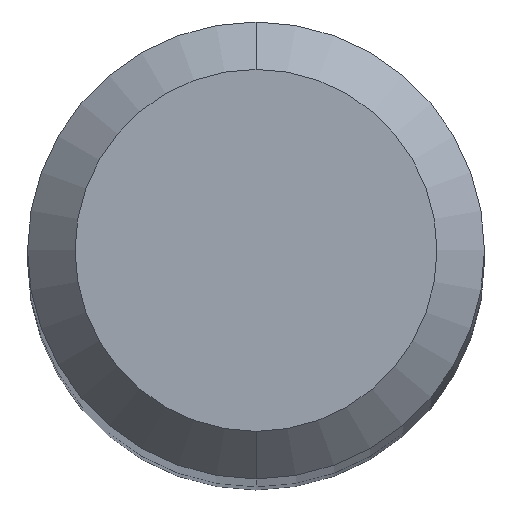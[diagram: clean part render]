
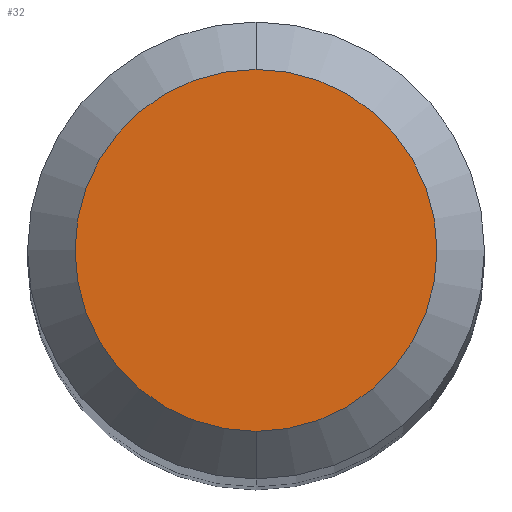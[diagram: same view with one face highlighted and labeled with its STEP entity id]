
A CAD part, top view. The second image highlights one B-rep face of the part: STEP entity #32.
In plain terms, the highlighted planar face has unit normal (0, 0, 1).
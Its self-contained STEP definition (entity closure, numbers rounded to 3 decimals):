
#5 = PLANE ( 'NONE',  #268 ) ;
#32 = ADVANCED_FACE ( 'NONE', ( #273 ), #5, .F. ) ;
#54 = DIRECTION ( 'NONE',  ( 0., 0., -1. ) ) ;
#56 = CARTESIAN_POINT ( 'NONE',  ( 0., 0., 55. ) ) ;
#58 = DIRECTION ( 'NONE',  ( 0., 0., -1. ) ) ;
#69 = AXIS2_PLACEMENT_3D ( 'NONE', #56, #58, #84 ) ;
#84 = DIRECTION ( 'NONE',  ( 0., 1., 0. ) ) ;
#90 = DIRECTION ( 'NONE',  ( 0., 1., 0. ) ) ;
#112 = CARTESIAN_POINT ( 'NONE',  ( 0., 0., 55. ) ) ;
#156 = DIRECTION ( 'NONE',  ( 0., 1., 0. ) ) ;
#160 = EDGE_CURVE ( 'NONE', #333, #182, #253, .T. ) ;
#161 = CIRCLE ( 'NONE', #229, 1.525 ) ;
#172 = CARTESIAN_POINT ( 'NONE',  ( 0., -1.525, 55. ) ) ;
#182 = VERTEX_POINT ( 'NONE', #213 ) ;
#190 = DIRECTION ( 'NONE',  ( 0., 0., -1. ) ) ;
#197 = ORIENTED_EDGE ( 'NONE', *, *, #160, .F. ) ;
#199 = ORIENTED_EDGE ( 'NONE', *, *, #234, .F. ) ;
#213 = CARTESIAN_POINT ( 'NONE',  ( 0., 1.525, 55. ) ) ;
#229 = AXIS2_PLACEMENT_3D ( 'NONE', #112, #54, #156 ) ;
#230 = EDGE_LOOP ( 'NONE', ( #199, #197 ) ) ;
#234 = EDGE_CURVE ( 'NONE', #182, #333, #161, .T. ) ;
#253 = CIRCLE ( 'NONE', #69, 1.525 ) ;
#268 = AXIS2_PLACEMENT_3D ( 'NONE', #320, #190, #90 ) ;
#273 = FACE_OUTER_BOUND ( 'NONE', #230, .T. ) ;
#320 = CARTESIAN_POINT ( 'NONE',  ( 0., 0., 55. ) ) ;
#333 = VERTEX_POINT ( 'NONE', #172 ) ;
